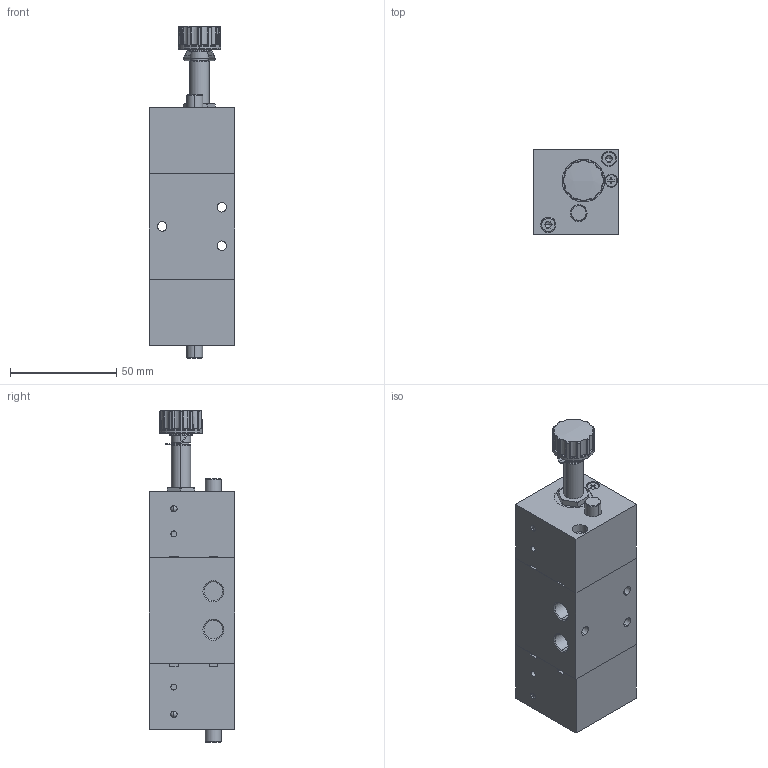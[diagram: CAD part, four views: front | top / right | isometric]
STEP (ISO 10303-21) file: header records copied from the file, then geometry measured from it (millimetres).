
FILE_DESCRIPTION (( 'STEP AP214' ), '1' );
FILE_NAME ('10_017_3.STEP', '2016-08-05T08:28:41', ( '' ), ( '' ), 'SwSTEP 2.0', 'SolidWorks 2016', '' );
FILE_SCHEMA (( 'AUTOMOTIVE_DESIGN' ));
Length unit declared in the file: millimetre
Products named in the file (1): 10_017_3
Bounding box: 40 x 40 x 155.89 mm (x, y, z)
Volume: 178064.4 mm3; surface area: 37533.3 mm2
Topology: 11 solids, 13 shells, 1126 faces, 2788 edges, 1705 vertices
Faces by surface type: cone 505, cylinder 316, plane 236, torus 49, sphere 16, bspline 4
Entity records: 40015 total; most frequent: CARTESIAN_POINT 9003, DIRECTION 5687, ORIENTED_EDGE 5494, EDGE_CURVE 2747, AXIS2_PLACEMENT_3D 2285, VERTEX_POINT 1686, EDGE_LOOP 1179, CIRCLE 1162
